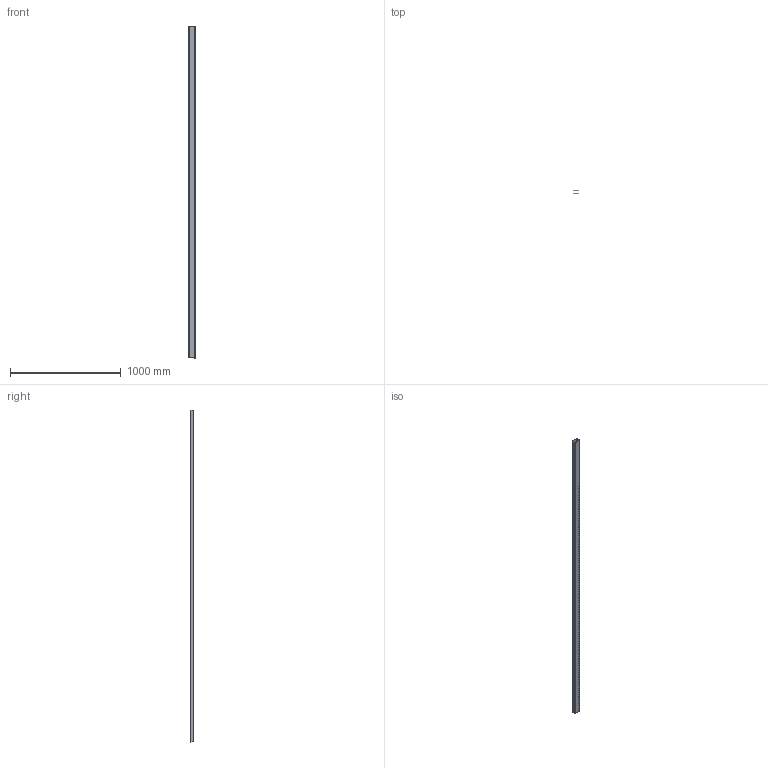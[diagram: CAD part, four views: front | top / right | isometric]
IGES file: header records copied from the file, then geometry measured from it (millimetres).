
Start section: SolidWorks IGES file using analytic representation for surfaces
Global section: file name: 6997.igs; native system: SolidWorks 2018; preprocessor: SolidWorks 2018; author: Christian; date: 211222.112120; units: millimetre
Bounding box: 60 x 30 x 3000 mm (x, y, z)
Surface area: 993297.7 mm2 (no closed solid volume)
Topology: 0 solids, 0 shells, 1786 faces, 70764 edges, 70764 vertices
Faces by surface type: bspline 1278, revolution 508
